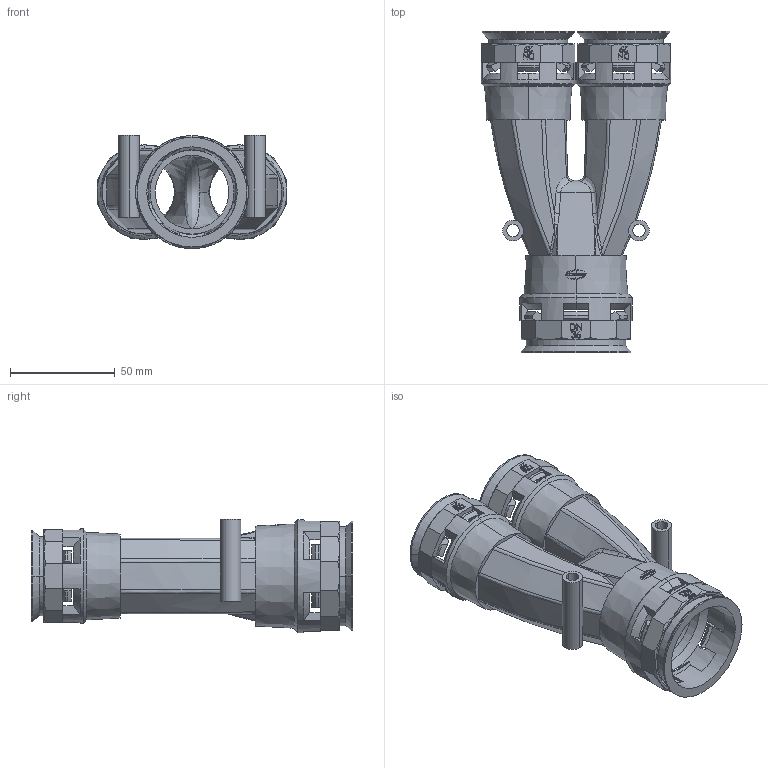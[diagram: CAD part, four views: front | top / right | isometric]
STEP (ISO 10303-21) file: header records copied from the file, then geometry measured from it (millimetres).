
FILE_DESCRIPTION (( 'STEP AP203' ), '1' );
FILE_NAME ('(YKD-362929-)_I3040_0027_04_0.STEP', '2012-06-20T05:56:25', ( 'Llorenç' ), ( '' ), 'SwSTEP 2.0', 'SolidWorks 2007', '' );
FILE_SCHEMA (( 'CONFIG_CONTROL_DESIGN' ));
Length unit declared in the file: millimetre
Products named in the file (1): (YKD-362929-)_I3040_0027_04_0
Bounding box: 90.43 x 152.96 x 53.9 mm (x, y, z)
Volume: 104077.3 mm3; surface area: 74530.2 mm2
Topology: 7 solids, 7 shells, 817 faces, 2270 edges, 1458 vertices
Faces by surface type: plane 298, bspline 234, cone 151, cylinder 134
Entity records: 36560 total; most frequent: CARTESIAN_POINT 17594, ORIENTED_EDGE 4540, DIRECTION 3047, EDGE_CURVE 2270, VERTEX_POINT 1458, AXIS2_PLACEMENT_3D 1060, VECTOR 927, LINE 927
